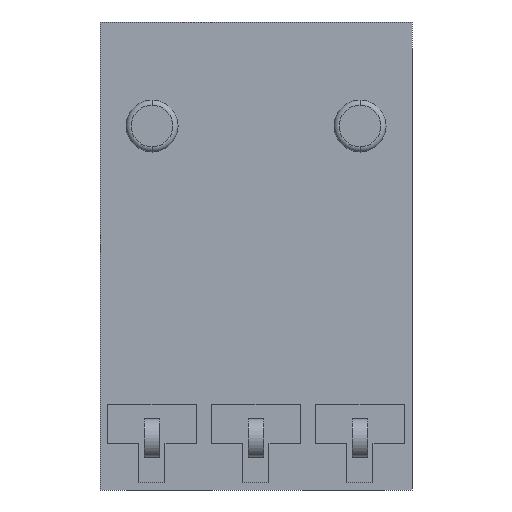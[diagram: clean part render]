
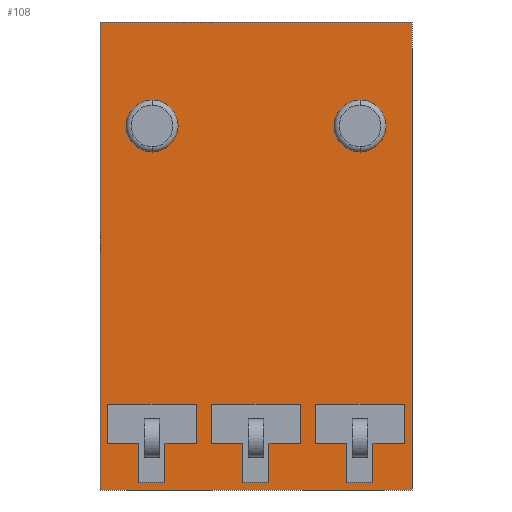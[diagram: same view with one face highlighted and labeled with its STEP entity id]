
A CAD part, front view. The second image highlights one B-rep face of the part: STEP entity #108.
In plain terms, the highlighted planar face has unit normal (0, -1, 0).
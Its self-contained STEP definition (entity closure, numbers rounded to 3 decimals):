
#108=ADVANCED_FACE('',(#236,#237,#238,#239,#240,#241),#242,.T.);
#236=FACE_OUTER_BOUND('',#474,.T.);
#237=FACE_BOUND('',#475,.T.);
#238=FACE_BOUND('',#476,.T.);
#239=FACE_BOUND('',#477,.T.);
#240=FACE_BOUND('',#478,.T.);
#241=FACE_BOUND('',#479,.T.);
#242=PLANE('',#480);
#474=EDGE_LOOP('',(#798,#799,#800,#801));
#475=EDGE_LOOP('',(#802,#803,#804,#805,#806,#807,#808,#809));
#476=EDGE_LOOP('',(#810,#811,#812,#813,#814,#815,#816,#817));
#477=EDGE_LOOP('',(#818,#819,#820,#821,#822,#823,#824,#825));
#478=EDGE_LOOP('',(#826,#827));
#479=EDGE_LOOP('',(#828,#829));
#480=AXIS2_PLACEMENT_3D('',#830,#831,#832);
#798=ORIENTED_EDGE('',*,*,#1615,.F.);
#799=ORIENTED_EDGE('',*,*,#1616,.F.);
#800=ORIENTED_EDGE('',*,*,#1617,.T.);
#801=ORIENTED_EDGE('',*,*,#1618,.T.);
#802=ORIENTED_EDGE('',*,*,#1619,.F.);
#803=ORIENTED_EDGE('',*,*,#1620,.F.);
#804=ORIENTED_EDGE('',*,*,#1621,.F.);
#805=ORIENTED_EDGE('',*,*,#1622,.F.);
#806=ORIENTED_EDGE('',*,*,#1623,.F.);
#807=ORIENTED_EDGE('',*,*,#1624,.F.);
#808=ORIENTED_EDGE('',*,*,#1625,.F.);
#809=ORIENTED_EDGE('',*,*,#1626,.F.);
#810=ORIENTED_EDGE('',*,*,#1627,.F.);
#811=ORIENTED_EDGE('',*,*,#1628,.F.);
#812=ORIENTED_EDGE('',*,*,#1629,.F.);
#813=ORIENTED_EDGE('',*,*,#1630,.F.);
#814=ORIENTED_EDGE('',*,*,#1631,.F.);
#815=ORIENTED_EDGE('',*,*,#1632,.F.);
#816=ORIENTED_EDGE('',*,*,#1633,.F.);
#817=ORIENTED_EDGE('',*,*,#1634,.F.);
#818=ORIENTED_EDGE('',*,*,#1635,.F.);
#819=ORIENTED_EDGE('',*,*,#1636,.F.);
#820=ORIENTED_EDGE('',*,*,#1637,.F.);
#821=ORIENTED_EDGE('',*,*,#1638,.F.);
#822=ORIENTED_EDGE('',*,*,#1639,.F.);
#823=ORIENTED_EDGE('',*,*,#1640,.F.);
#824=ORIENTED_EDGE('',*,*,#1641,.F.);
#825=ORIENTED_EDGE('',*,*,#1642,.F.);
#826=ORIENTED_EDGE('',*,*,#1643,.F.);
#827=ORIENTED_EDGE('',*,*,#1570,.F.);
#828=ORIENTED_EDGE('',*,*,#1644,.F.);
#829=ORIENTED_EDGE('',*,*,#1567,.F.);
#830=CARTESIAN_POINT('',(-3.0,0.0,-9.0));
#831=DIRECTION('',(0.0,-1.0,0.0));
#832=DIRECTION('',(0.0,0.0,-1.0));
#1567=EDGE_CURVE('',#1849,#1851,#1852,.T.);
#1570=EDGE_CURVE('',#1854,#1856,#1857,.T.);
#1615=EDGE_CURVE('',#1936,#1937,#1938,.T.);
#1616=EDGE_CURVE('',#1939,#1936,#1940,.T.);
#1617=EDGE_CURVE('',#1939,#1941,#1942,.T.);
#1618=EDGE_CURVE('',#1941,#1937,#1943,.T.);
#1619=EDGE_CURVE('',#1944,#1945,#1946,.T.);
#1620=EDGE_CURVE('',#1947,#1944,#1948,.T.);
#1621=EDGE_CURVE('',#1949,#1947,#1950,.T.);
#1622=EDGE_CURVE('',#1951,#1949,#1952,.T.);
#1623=EDGE_CURVE('',#1953,#1951,#1954,.T.);
#1624=EDGE_CURVE('',#1955,#1953,#1956,.T.);
#1625=EDGE_CURVE('',#1957,#1955,#1958,.T.);
#1626=EDGE_CURVE('',#1945,#1957,#1959,.T.);
#1627=EDGE_CURVE('',#1960,#1961,#1962,.T.);
#1628=EDGE_CURVE('',#1963,#1960,#1964,.T.);
#1629=EDGE_CURVE('',#1965,#1963,#1966,.T.);
#1630=EDGE_CURVE('',#1967,#1965,#1968,.T.);
#1631=EDGE_CURVE('',#1969,#1967,#1970,.T.);
#1632=EDGE_CURVE('',#1971,#1969,#1972,.T.);
#1633=EDGE_CURVE('',#1973,#1971,#1974,.T.);
#1634=EDGE_CURVE('',#1961,#1973,#1975,.T.);
#1635=EDGE_CURVE('',#1976,#1977,#1978,.T.);
#1636=EDGE_CURVE('',#1979,#1976,#1980,.T.);
#1637=EDGE_CURVE('',#1981,#1979,#1982,.T.);
#1638=EDGE_CURVE('',#1983,#1981,#1984,.T.);
#1639=EDGE_CURVE('',#1985,#1983,#1986,.T.);
#1640=EDGE_CURVE('',#1987,#1985,#1988,.T.);
#1641=EDGE_CURVE('',#1989,#1987,#1990,.T.);
#1642=EDGE_CURVE('',#1977,#1989,#1991,.T.);
#1643=EDGE_CURVE('',#1856,#1854,#1992,.T.);
#1644=EDGE_CURVE('',#1851,#1849,#1993,.T.);
#1849=VERTEX_POINT('',#2305);
#1851=VERTEX_POINT('',#2308);
#1852=CIRCLE('',#2309,0.5);
#1854=VERTEX_POINT('',#2312);
#1856=VERTEX_POINT('',#2315);
#1857=CIRCLE('',#2316,0.5);
#1936=VERTEX_POINT('',#2426);
#1937=VERTEX_POINT('',#2427);
#1938=LINE('',#2428,#2429);
#1939=VERTEX_POINT('',#2430);
#1940=LINE('',#2431,#2432);
#1941=VERTEX_POINT('',#2433);
#1942=LINE('',#2434,#2435);
#1943=LINE('',#2436,#2437);
#1944=VERTEX_POINT('',#2438);
#1945=VERTEX_POINT('',#2439);
#1946=LINE('',#2440,#2441);
#1947=VERTEX_POINT('',#2442);
#1948=LINE('',#2443,#2444);
#1949=VERTEX_POINT('',#2445);
#1950=LINE('',#2446,#2447);
#1951=VERTEX_POINT('',#2448);
#1952=LINE('',#2449,#2450);
#1953=VERTEX_POINT('',#2451);
#1954=LINE('',#2452,#2453);
#1955=VERTEX_POINT('',#2454);
#1956=LINE('',#2455,#2456);
#1957=VERTEX_POINT('',#2457);
#1958=LINE('',#2458,#2459);
#1959=LINE('',#2460,#2461);
#1960=VERTEX_POINT('',#2462);
#1961=VERTEX_POINT('',#2463);
#1962=LINE('',#2464,#2465);
#1963=VERTEX_POINT('',#2466);
#1964=LINE('',#2467,#2468);
#1965=VERTEX_POINT('',#2469);
#1966=LINE('',#2470,#2471);
#1967=VERTEX_POINT('',#2472);
#1968=LINE('',#2473,#2474);
#1969=VERTEX_POINT('',#2475);
#1970=LINE('',#2476,#2477);
#1971=VERTEX_POINT('',#2478);
#1972=LINE('',#2479,#2480);
#1973=VERTEX_POINT('',#2481);
#1974=LINE('',#2482,#2483);
#1975=LINE('',#2484,#2485);
#1976=VERTEX_POINT('',#2486);
#1977=VERTEX_POINT('',#2487);
#1978=LINE('',#2488,#2489);
#1979=VERTEX_POINT('',#2490);
#1980=LINE('',#2491,#2492);
#1981=VERTEX_POINT('',#2493);
#1982=LINE('',#2494,#2495);
#1983=VERTEX_POINT('',#2496);
#1984=LINE('',#2497,#2498);
#1985=VERTEX_POINT('',#2499);
#1986=LINE('',#2500,#2501);
#1987=VERTEX_POINT('',#2502);
#1988=LINE('',#2503,#2504);
#1989=VERTEX_POINT('',#2505);
#1990=LINE('',#2506,#2507);
#1991=LINE('',#2508,#2509);
#1992=CIRCLE('',#2510,0.5);
#1993=CIRCLE('',#2511,0.5);
#2305=CARTESIAN_POINT('',(2.0,0.0,-2.5));
#2308=CARTESIAN_POINT('',(2.0,0.0,-1.5));
#2309=AXIS2_PLACEMENT_3D('',#2997,#2998,#2999);
#2312=CARTESIAN_POINT('',(-2.0,0.0,-2.5));
#2315=CARTESIAN_POINT('',(-2.0,0.0,-1.5));
#2316=AXIS2_PLACEMENT_3D('',#3002,#3003,#3004);
#2426=CARTESIAN_POINT('',(-3.0,0.0,0.0));
#2427=CARTESIAN_POINT('',(3.0,0.0,0.0));
#2428=CARTESIAN_POINT('',(-3.0,0.0,0.0));
#2429=VECTOR('',#3075,1000.0);
#2430=CARTESIAN_POINT('',(-3.0,0.0,-9.0));
#2431=CARTESIAN_POINT('',(-3.0,0.0,-9.0));
#2432=VECTOR('',#3076,1000.0);
#2433=CARTESIAN_POINT('',(3.0,0.0,-9.0));
#2434=CARTESIAN_POINT('',(-3.0,0.0,-9.0));
#2435=VECTOR('',#3077,1000.0);
#2436=CARTESIAN_POINT('',(3.0,0.0,-9.0));
#2437=VECTOR('',#3078,1000.0);
#2438=CARTESIAN_POINT('',(0.85,0.0,-7.35));
#2439=CARTESIAN_POINT('',(-0.85,0.0,-7.35));
#2440=CARTESIAN_POINT('',(-0.85,-0.0,-7.35));
#2441=VECTOR('',#3079,1000.0);
#2442=CARTESIAN_POINT('',(0.85,0.0,-8.1));
#2443=CARTESIAN_POINT('',(0.85,0.0,-7.35));
#2444=VECTOR('',#3080,1000.0);
#2445=CARTESIAN_POINT('',(0.25,0.0,-8.1));
#2446=CARTESIAN_POINT('',(0.85,0.0,-8.1));
#2447=VECTOR('',#3081,1000.0);
#2448=CARTESIAN_POINT('',(0.25,0.0,-8.85));
#2449=CARTESIAN_POINT('',(0.25,0.0,-8.1));
#2450=VECTOR('',#3082,1000.0);
#2451=CARTESIAN_POINT('',(-0.25,-0.0,-8.85));
#2452=CARTESIAN_POINT('',(-0.25,0.0,-8.85));
#2453=VECTOR('',#3083,1000.0);
#2454=CARTESIAN_POINT('',(-0.25,-0.0,-8.1));
#2455=CARTESIAN_POINT('',(-0.25,0.0,-8.1));
#2456=VECTOR('',#3084,1000.0);
#2457=CARTESIAN_POINT('',(-0.85,-0.0,-8.1));
#2458=CARTESIAN_POINT('',(-0.85,0.0,-8.1));
#2459=VECTOR('',#3085,1000.0);
#2460=CARTESIAN_POINT('',(-0.85,0.0,-7.35));
#2461=VECTOR('',#3086,1000.0);
#2462=CARTESIAN_POINT('',(2.85,0.0,-7.35));
#2463=CARTESIAN_POINT('',(1.15,0.0,-7.35));
#2464=CARTESIAN_POINT('',(1.15,0.0,-7.35));
#2465=VECTOR('',#3087,1000.0);
#2466=CARTESIAN_POINT('',(2.85,0.0,-8.1));
#2467=CARTESIAN_POINT('',(2.85,0.0,-7.35));
#2468=VECTOR('',#3088,1000.0);
#2469=CARTESIAN_POINT('',(2.25,0.0,-8.1));
#2470=CARTESIAN_POINT('',(2.85,0.0,-8.1));
#2471=VECTOR('',#3089,1000.0);
#2472=CARTESIAN_POINT('',(2.25,0.0,-8.85));
#2473=CARTESIAN_POINT('',(2.25,0.0,-8.1));
#2474=VECTOR('',#3090,1000.0);
#2475=CARTESIAN_POINT('',(1.75,0.0,-8.85));
#2476=CARTESIAN_POINT('',(1.75,0.0,-8.85));
#2477=VECTOR('',#3091,1000.0);
#2478=CARTESIAN_POINT('',(1.75,0.0,-8.1));
#2479=CARTESIAN_POINT('',(1.75,0.0,-8.1));
#2480=VECTOR('',#3092,1000.0);
#2481=CARTESIAN_POINT('',(1.15,0.0,-8.1));
#2482=CARTESIAN_POINT('',(1.15,0.0,-8.1));
#2483=VECTOR('',#3093,1000.0);
#2484=CARTESIAN_POINT('',(1.15,0.0,-7.35));
#2485=VECTOR('',#3094,1000.0);
#2486=CARTESIAN_POINT('',(-2.85,-0.0,-7.35));
#2487=CARTESIAN_POINT('',(-2.85,0.0,-8.1));
#2488=CARTESIAN_POINT('',(-2.85,0.0,-7.35));
#2489=VECTOR('',#3095,1000.0);
#2490=CARTESIAN_POINT('',(-1.15,-0.0,-7.35));
#2491=CARTESIAN_POINT('',(-2.85,-0.0,-7.35));
#2492=VECTOR('',#3096,1000.0);
#2493=CARTESIAN_POINT('',(-1.15,-0.0,-8.1));
#2494=CARTESIAN_POINT('',(-1.15,-0.0,-7.35));
#2495=VECTOR('',#3097,1000.0);
#2496=CARTESIAN_POINT('',(-1.75,-0.0,-8.1));
#2497=CARTESIAN_POINT('',(-1.15,-0.0,-8.1));
#2498=VECTOR('',#3098,1000.0);
#2499=CARTESIAN_POINT('',(-1.75,-0.0,-8.85));
#2500=CARTESIAN_POINT('',(-1.75,-0.0,-8.1));
#2501=VECTOR('',#3099,1000.0);
#2502=CARTESIAN_POINT('',(-2.25,-0.0,-8.85));
#2503=CARTESIAN_POINT('',(-2.25,0.0,-8.85));
#2504=VECTOR('',#3100,1000.0);
#2505=CARTESIAN_POINT('',(-2.25,-0.0,-8.1));
#2506=CARTESIAN_POINT('',(-2.25,0.0,-8.1));
#2507=VECTOR('',#3101,1000.0);
#2508=CARTESIAN_POINT('',(-2.85,0.0,-8.1));
#2509=VECTOR('',#3102,1000.0);
#2510=AXIS2_PLACEMENT_3D('',#3103,#3104,#3105);
#2511=AXIS2_PLACEMENT_3D('',#3106,#3107,#3108);
#2997=CARTESIAN_POINT('',(2.0,0.0,-2.0));
#2998=DIRECTION('',(0.0,-1.0,0.0));
#2999=DIRECTION('',(0.0,0.0,1.0));
#3002=CARTESIAN_POINT('',(-2.0,-0.0,-2.0));
#3003=DIRECTION('',(0.0,-1.0,0.0));
#3004=DIRECTION('',(0.0,0.0,-1.0));
#3075=DIRECTION('',(1.0,0.0,0.0));
#3076=DIRECTION('',(0.0,0.0,1.0));
#3077=DIRECTION('',(1.0,0.0,0.0));
#3078=DIRECTION('',(0.0,0.0,1.0));
#3079=DIRECTION('',(-1.0,-0.0,-0.0));
#3080=DIRECTION('',(0.,-0.0,1.0));
#3081=DIRECTION('',(1.0,-0.0,-0.0));
#3082=DIRECTION('',(0.,-0.0,1.0));
#3083=DIRECTION('',(1.0,0.0,0.0));
#3084=DIRECTION('',(0.,0.0,-1.0));
#3085=DIRECTION('',(1.0,0.0,0.0));
#3086=DIRECTION('',(0.,0.0,-1.0));
#3087=DIRECTION('',(-1.0,-0.0,-0.0));
#3088=DIRECTION('',(0.,-0.0,1.0));
#3089=DIRECTION('',(1.0,-0.0,-0.0));
#3090=DIRECTION('',(-0.0,-0.0,1.0));
#3091=DIRECTION('',(1.0,0.0,0.0));
#3092=DIRECTION('',(0.0,0.0,-1.0));
#3093=DIRECTION('',(1.0,0.0,0.0));
#3094=DIRECTION('',(0.,0.0,-1.0));
#3095=DIRECTION('',(0.,0.0,-1.0));
#3096=DIRECTION('',(-1.0,-0.0,0.));
#3097=DIRECTION('',(-0.0,-0.0,1.0));
#3098=DIRECTION('',(1.0,-0.0,-0.0));
#3099=DIRECTION('',(-0.0,-0.0,1.0));
#3100=DIRECTION('',(1.0,0.0,0.0));
#3101=DIRECTION('',(0.0,0.0,-1.0));
#3102=DIRECTION('',(1.0,0.0,0.0));
#3103=CARTESIAN_POINT('',(-2.0,-0.0,-2.0));
#3104=DIRECTION('',(0.0,-1.0,0.0));
#3105=DIRECTION('',(0.0,0.0,-1.0));
#3106=CARTESIAN_POINT('',(2.0,0.0,-2.0));
#3107=DIRECTION('',(0.0,-1.0,0.0));
#3108=DIRECTION('',(0.0,0.0,1.0));
